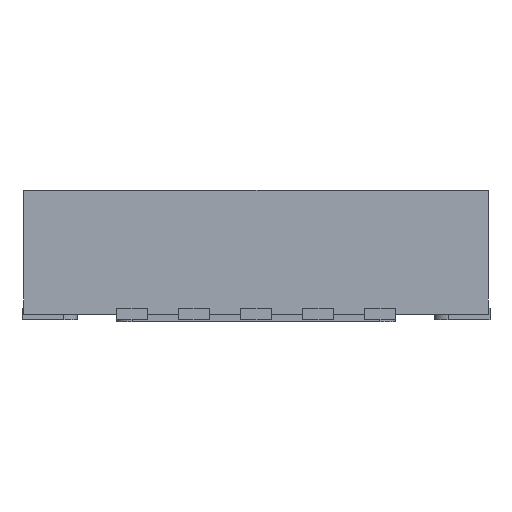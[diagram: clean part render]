
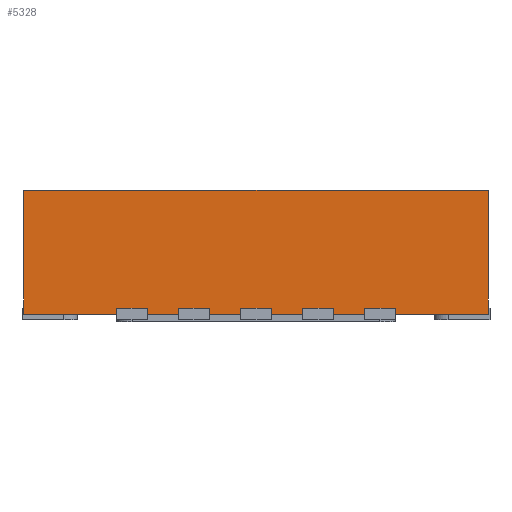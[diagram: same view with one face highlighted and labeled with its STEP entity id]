
A CAD part, left-side view. The second image highlights one B-rep face of the part: STEP entity #5328.
In plain terms, the highlighted planar face has unit normal (-1, 0, 0).
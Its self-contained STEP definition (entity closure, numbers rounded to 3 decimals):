
#558 = VERTEX_POINT('',#559);
#559 = CARTESIAN_POINT('',(-2.5,-1.5,0.));
#565 = EDGE_CURVE('',#558,#566,#568,.T.);
#566 = VERTEX_POINT('',#567);
#567 = CARTESIAN_POINT('',(-2.5,-0.9,0.));
#568 = LINE('',#569,#570);
#569 = CARTESIAN_POINT('',(-2.5,-1.5,0.));
#570 = VECTOR('',#571,1.);
#571 = DIRECTION('',(0.,1.,0.));
#608 = VERTEX_POINT('',#609);
#609 = CARTESIAN_POINT('',(-2.5,-0.7,0.));
#615 = EDGE_CURVE('',#608,#616,#618,.T.);
#616 = VERTEX_POINT('',#617);
#617 = CARTESIAN_POINT('',(-2.5,-0.5,0.));
#618 = LINE('',#619,#620);
#619 = CARTESIAN_POINT('',(-2.5,-1.5,0.));
#620 = VECTOR('',#621,1.);
#621 = DIRECTION('',(0.,1.,0.));
#658 = VERTEX_POINT('',#659);
#659 = CARTESIAN_POINT('',(-2.5,-0.3,0.));
#665 = EDGE_CURVE('',#658,#666,#668,.T.);
#666 = VERTEX_POINT('',#667);
#667 = CARTESIAN_POINT('',(-2.5,-0.1,0.));
#668 = LINE('',#669,#670);
#669 = CARTESIAN_POINT('',(-2.5,-1.5,0.));
#670 = VECTOR('',#671,1.);
#671 = DIRECTION('',(0.,1.,0.));
#708 = VERTEX_POINT('',#709);
#709 = CARTESIAN_POINT('',(-2.5,0.1,0.));
#715 = EDGE_CURVE('',#708,#716,#718,.T.);
#716 = VERTEX_POINT('',#717);
#717 = CARTESIAN_POINT('',(-2.5,0.3,0.));
#718 = LINE('',#719,#720);
#719 = CARTESIAN_POINT('',(-2.5,-1.5,0.));
#720 = VECTOR('',#721,1.);
#721 = DIRECTION('',(0.,1.,0.));
#758 = VERTEX_POINT('',#759);
#759 = CARTESIAN_POINT('',(-2.5,0.5,0.));
#765 = EDGE_CURVE('',#758,#766,#768,.T.);
#766 = VERTEX_POINT('',#767);
#767 = CARTESIAN_POINT('',(-2.5,0.7,0.));
#768 = LINE('',#769,#770);
#769 = CARTESIAN_POINT('',(-2.5,-1.5,0.));
#770 = VECTOR('',#771,1.);
#771 = DIRECTION('',(0.,1.,0.));
#808 = VERTEX_POINT('',#809);
#809 = CARTESIAN_POINT('',(-2.5,0.9,0.));
#815 = EDGE_CURVE('',#808,#816,#818,.T.);
#816 = VERTEX_POINT('',#817);
#817 = CARTESIAN_POINT('',(-2.5,1.5,0.));
#818 = LINE('',#819,#820);
#819 = CARTESIAN_POINT('',(-2.5,-1.5,0.));
#820 = VECTOR('',#821,1.);
#821 = DIRECTION('',(0.,1.,0.));
#1887 = VERTEX_POINT('',#1888);
#1888 = CARTESIAN_POINT('',(-2.5,-1.5,0.8));
#1894 = EDGE_CURVE('',#558,#1887,#1895,.T.);
#1895 = LINE('',#1896,#1897);
#1896 = CARTESIAN_POINT('',(-2.5,-1.5,0.));
#1897 = VECTOR('',#1898,1.);
#1898 = DIRECTION('',(0.,0.,1.));
#3462 = EDGE_CURVE('',#816,#3463,#3465,.T.);
#3463 = VERTEX_POINT('',#3464);
#3464 = CARTESIAN_POINT('',(-2.5,1.5,0.8));
#3465 = LINE('',#3466,#3467);
#3466 = CARTESIAN_POINT('',(-2.5,1.5,0.));
#3467 = VECTOR('',#3468,1.);
#3468 = DIRECTION('',(0.,0.,1.));
#5328 = ADVANCED_FACE('',(#5329),#5455,.T.);
#5329 = FACE_BOUND('',#5330,.T.);
#5330 = EDGE_LOOP('',(#5331,#5332,#5333,#5339,#5340,#5341,#5349,#5357,
    #5363,#5364,#5372,#5380,#5386,#5387,#5395,#5403,#5409,#5410,#5418,
    #5426,#5432,#5433,#5441,#5449));
#5331 = ORIENTED_EDGE('',*,*,#565,.F.);
#5332 = ORIENTED_EDGE('',*,*,#1894,.T.);
#5333 = ORIENTED_EDGE('',*,*,#5334,.T.);
#5334 = EDGE_CURVE('',#1887,#3463,#5335,.T.);
#5335 = LINE('',#5336,#5337);
#5336 = CARTESIAN_POINT('',(-2.5,-1.5,0.8));
#5337 = VECTOR('',#5338,1.);
#5338 = DIRECTION('',(0.,1.,0.));
#5339 = ORIENTED_EDGE('',*,*,#3462,.F.);
#5340 = ORIENTED_EDGE('',*,*,#815,.F.);
#5341 = ORIENTED_EDGE('',*,*,#5342,.F.);
#5342 = EDGE_CURVE('',#5343,#808,#5345,.T.);
#5343 = VERTEX_POINT('',#5344);
#5344 = CARTESIAN_POINT('',(-2.5,0.9,0.038));
#5345 = LINE('',#5346,#5347);
#5346 = CARTESIAN_POINT('',(-2.5,0.9,0.019));
#5347 = VECTOR('',#5348,1.);
#5348 = DIRECTION('',(0.,0.,-1.));
#5349 = ORIENTED_EDGE('',*,*,#5350,.F.);
#5350 = EDGE_CURVE('',#5351,#5343,#5353,.T.);
#5351 = VERTEX_POINT('',#5352);
#5352 = CARTESIAN_POINT('',(-2.5,0.7,0.038));
#5353 = LINE('',#5354,#5355);
#5354 = CARTESIAN_POINT('',(-2.5,-0.35,0.038));
#5355 = VECTOR('',#5356,1.);
#5356 = DIRECTION('',(0.,1.,0.));
#5357 = ORIENTED_EDGE('',*,*,#5358,.F.);
#5358 = EDGE_CURVE('',#766,#5351,#5359,.T.);
#5359 = LINE('',#5360,#5361);
#5360 = CARTESIAN_POINT('',(-2.5,0.7,0.019));
#5361 = VECTOR('',#5362,1.);
#5362 = DIRECTION('',(0.,0.,1.));
#5363 = ORIENTED_EDGE('',*,*,#765,.F.);
#5364 = ORIENTED_EDGE('',*,*,#5365,.F.);
#5365 = EDGE_CURVE('',#5366,#758,#5368,.T.);
#5366 = VERTEX_POINT('',#5367);
#5367 = CARTESIAN_POINT('',(-2.5,0.5,0.038));
#5368 = LINE('',#5369,#5370);
#5369 = CARTESIAN_POINT('',(-2.5,0.5,0.019));
#5370 = VECTOR('',#5371,1.);
#5371 = DIRECTION('',(0.,0.,-1.));
#5372 = ORIENTED_EDGE('',*,*,#5373,.F.);
#5373 = EDGE_CURVE('',#5374,#5366,#5376,.T.);
#5374 = VERTEX_POINT('',#5375);
#5375 = CARTESIAN_POINT('',(-2.5,0.3,0.038));
#5376 = LINE('',#5377,#5378);
#5377 = CARTESIAN_POINT('',(-2.5,-0.55,0.038));
#5378 = VECTOR('',#5379,1.);
#5379 = DIRECTION('',(0.,1.,0.));
#5380 = ORIENTED_EDGE('',*,*,#5381,.F.);
#5381 = EDGE_CURVE('',#716,#5374,#5382,.T.);
#5382 = LINE('',#5383,#5384);
#5383 = CARTESIAN_POINT('',(-2.5,0.3,0.019));
#5384 = VECTOR('',#5385,1.);
#5385 = DIRECTION('',(0.,0.,1.));
#5386 = ORIENTED_EDGE('',*,*,#715,.F.);
#5387 = ORIENTED_EDGE('',*,*,#5388,.F.);
#5388 = EDGE_CURVE('',#5389,#708,#5391,.T.);
#5389 = VERTEX_POINT('',#5390);
#5390 = CARTESIAN_POINT('',(-2.5,0.1,0.038));
#5391 = LINE('',#5392,#5393);
#5392 = CARTESIAN_POINT('',(-2.5,0.1,0.019));
#5393 = VECTOR('',#5394,1.);
#5394 = DIRECTION('',(0.,0.,-1.));
#5395 = ORIENTED_EDGE('',*,*,#5396,.F.);
#5396 = EDGE_CURVE('',#5397,#5389,#5399,.T.);
#5397 = VERTEX_POINT('',#5398);
#5398 = CARTESIAN_POINT('',(-2.5,-0.1,0.038));
#5399 = LINE('',#5400,#5401);
#5400 = CARTESIAN_POINT('',(-2.5,-0.75,0.038));
#5401 = VECTOR('',#5402,1.);
#5402 = DIRECTION('',(0.,1.,0.));
#5403 = ORIENTED_EDGE('',*,*,#5404,.F.);
#5404 = EDGE_CURVE('',#666,#5397,#5405,.T.);
#5405 = LINE('',#5406,#5407);
#5406 = CARTESIAN_POINT('',(-2.5,-0.1,0.019));
#5407 = VECTOR('',#5408,1.);
#5408 = DIRECTION('',(0.,0.,1.));
#5409 = ORIENTED_EDGE('',*,*,#665,.F.);
#5410 = ORIENTED_EDGE('',*,*,#5411,.F.);
#5411 = EDGE_CURVE('',#5412,#658,#5414,.T.);
#5412 = VERTEX_POINT('',#5413);
#5413 = CARTESIAN_POINT('',(-2.5,-0.3,0.038));
#5414 = LINE('',#5415,#5416);
#5415 = CARTESIAN_POINT('',(-2.5,-0.3,0.019));
#5416 = VECTOR('',#5417,1.);
#5417 = DIRECTION('',(0.,0.,-1.));
#5418 = ORIENTED_EDGE('',*,*,#5419,.F.);
#5419 = EDGE_CURVE('',#5420,#5412,#5422,.T.);
#5420 = VERTEX_POINT('',#5421);
#5421 = CARTESIAN_POINT('',(-2.5,-0.5,0.038));
#5422 = LINE('',#5423,#5424);
#5423 = CARTESIAN_POINT('',(-2.5,-0.95,0.038));
#5424 = VECTOR('',#5425,1.);
#5425 = DIRECTION('',(0.,1.,0.));
#5426 = ORIENTED_EDGE('',*,*,#5427,.F.);
#5427 = EDGE_CURVE('',#616,#5420,#5428,.T.);
#5428 = LINE('',#5429,#5430);
#5429 = CARTESIAN_POINT('',(-2.5,-0.5,0.019));
#5430 = VECTOR('',#5431,1.);
#5431 = DIRECTION('',(0.,0.,1.));
#5432 = ORIENTED_EDGE('',*,*,#615,.F.);
#5433 = ORIENTED_EDGE('',*,*,#5434,.F.);
#5434 = EDGE_CURVE('',#5435,#608,#5437,.T.);
#5435 = VERTEX_POINT('',#5436);
#5436 = CARTESIAN_POINT('',(-2.5,-0.7,0.038));
#5437 = LINE('',#5438,#5439);
#5438 = CARTESIAN_POINT('',(-2.5,-0.7,0.019));
#5439 = VECTOR('',#5440,1.);
#5440 = DIRECTION('',(0.,0.,-1.));
#5441 = ORIENTED_EDGE('',*,*,#5442,.F.);
#5442 = EDGE_CURVE('',#5443,#5435,#5445,.T.);
#5443 = VERTEX_POINT('',#5444);
#5444 = CARTESIAN_POINT('',(-2.5,-0.9,0.038));
#5445 = LINE('',#5446,#5447);
#5446 = CARTESIAN_POINT('',(-2.5,-1.15,0.038));
#5447 = VECTOR('',#5448,1.);
#5448 = DIRECTION('',(0.,1.,0.));
#5449 = ORIENTED_EDGE('',*,*,#5450,.F.);
#5450 = EDGE_CURVE('',#566,#5443,#5451,.T.);
#5451 = LINE('',#5452,#5453);
#5452 = CARTESIAN_POINT('',(-2.5,-0.9,0.019));
#5453 = VECTOR('',#5454,1.);
#5454 = DIRECTION('',(0.,0.,1.));
#5455 = PLANE('',#5456);
#5456 = AXIS2_PLACEMENT_3D('',#5457,#5458,#5459);
#5457 = CARTESIAN_POINT('',(-2.5,-1.5,0.));
#5458 = DIRECTION('',(-1.,0.,0.));
#5459 = DIRECTION('',(0.,1.,0.));
